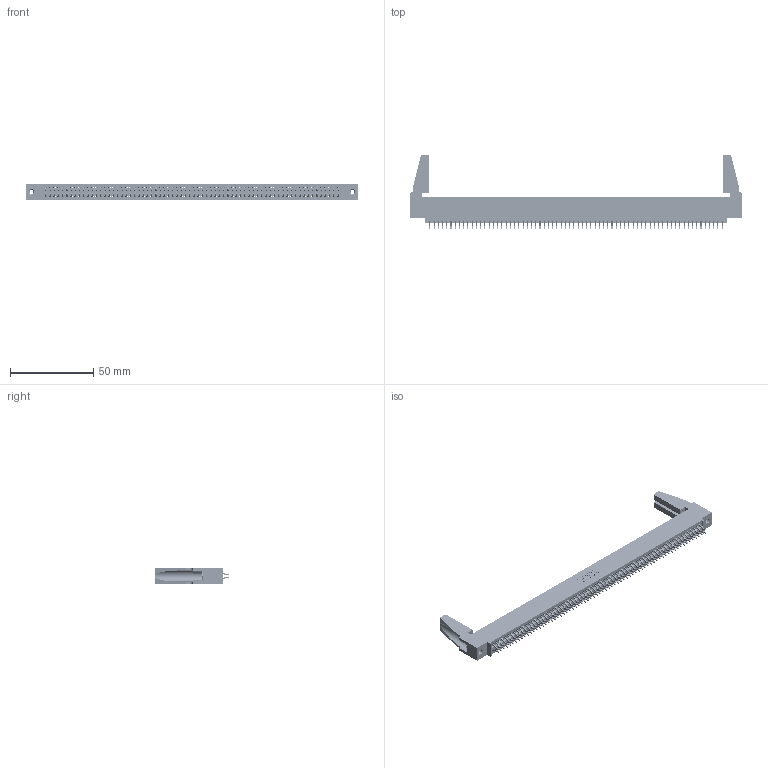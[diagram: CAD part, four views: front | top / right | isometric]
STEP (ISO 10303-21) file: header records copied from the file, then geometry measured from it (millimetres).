
FILE_DESCRIPTION (( 'STEP AP203' ), '1' );
FILE_NAME ('395-140-556-588.STEP', '2019-10-30T02:51:23', ( '' ), ( '' ), 'SwSTEP 2.0', 'SolidWorks 2016', '' );
FILE_SCHEMA (( 'CONFIG_CONTROL_DESIGN' ));
Length unit declared in the file: inch
Products named in the file (5): 345-220-078_345-220-088; 395-140-556-588; 345 Part_0.110 Offset - 0.156 Dia-TH; 345-292-001_556 Tail; 345-250-001_345-250-001-102
Assembly tree (145 placements, depth 2):
  395-140-556-588
    345 Part_0.110 Offset - 0.156 Dia-TH
    345-292-001_556 Tail  x140
    345-250-001_345-250-001-102  x2
    345-220-078_345-220-088  x2
Bounding box: 199.03 x 44.89 x 9.4 mm (x, y, z)
Volume: 22767.9 mm3; surface area: 32481.8 mm2
Topology: 145 solids, 145 shells, 8094 faces, 24047 edges, 15834 vertices
Faces by surface type: plane 5336, cylinder 2742, cone 12, torus 4
Entity records: 53654 total; most frequent: CARTESIAN_POINT 8978, ORIENTED_EDGE 8860, DIRECTION 7874, EDGE_CURVE 4430, LINE 3968, VECTOR 3968, VERTEX_POINT 2946, AXIS2_PLACEMENT_3D 1953
